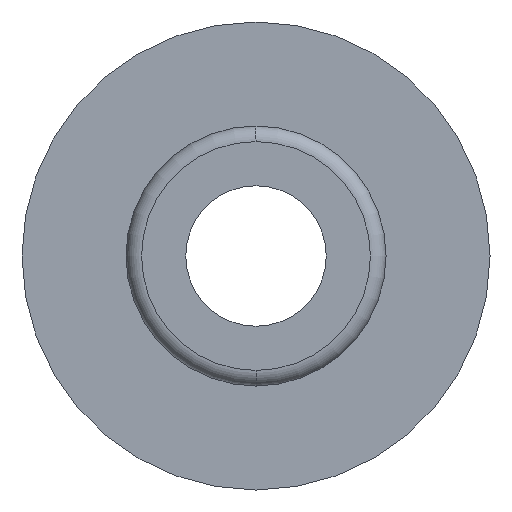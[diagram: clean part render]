
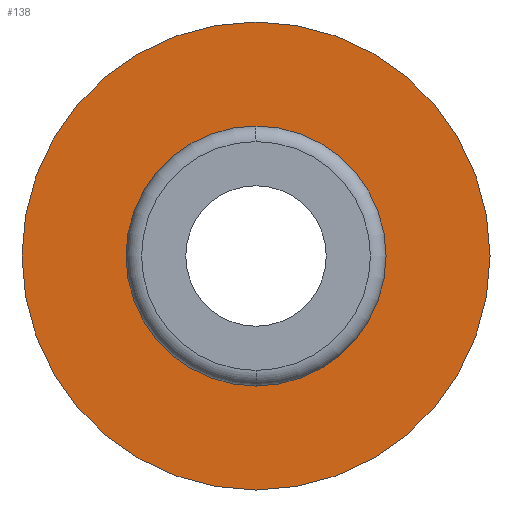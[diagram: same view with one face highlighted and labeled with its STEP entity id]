
A CAD part, front view. The second image highlights one B-rep face of the part: STEP entity #138.
In plain terms, the highlighted planar face has unit normal (0, -1, 0).
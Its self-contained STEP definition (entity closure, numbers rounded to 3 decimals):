
#138=ADVANCED_FACE('',(#277,#278),#279,.T.);
#277=FACE_OUTER_BOUND('',#414,.T.);
#278=FACE_BOUND('',#415,.T.);
#279=PLANE('',#416);
#414=EDGE_LOOP('',(#735,#736));
#415=EDGE_LOOP('',(#737,#738));
#416=AXIS2_PLACEMENT_3D('',#739,#740,#741);
#735=ORIENTED_EDGE('',*,*,#894,.T.);
#736=ORIENTED_EDGE('',*,*,#863,.T.);
#737=ORIENTED_EDGE('',*,*,#812,.F.);
#738=ORIENTED_EDGE('',*,*,#789,.F.);
#739=CARTESIAN_POINT('',(-2.25,10.0,0.0));
#740=DIRECTION('',(0.,-1.0,0.0));
#741=DIRECTION('',(-1.0,0.,0.0));
#789=EDGE_CURVE('',#925,#927,#928,.T.);
#812=EDGE_CURVE('',#927,#925,#964,.T.);
#863=EDGE_CURVE('',#1042,#1040,#1043,.T.);
#894=EDGE_CURVE('',#1040,#1042,#1074,.T.);
#925=VERTEX_POINT('',#1111);
#927=VERTEX_POINT('',#1114);
#928=CIRCLE('',#1115,2.5);
#964=CIRCLE('',#1156,2.5);
#1040=VERTEX_POINT('',#1240);
#1042=VERTEX_POINT('',#1243);
#1043=CIRCLE('',#1244,4.5);
#1074=CIRCLE('',#1284,4.5);
#1111=CARTESIAN_POINT('',(2.5,10.0,0.));
#1114=CARTESIAN_POINT('',(-2.5,10.0,0.));
#1115=AXIS2_PLACEMENT_3D('',#1321,#1322,#1323);
#1156=AXIS2_PLACEMENT_3D('',#1365,#1366,#1367);
#1240=CARTESIAN_POINT('',(-4.5,10.0,0.0));
#1243=CARTESIAN_POINT('',(4.5,10.0,0.));
#1244=AXIS2_PLACEMENT_3D('',#1464,#1465,#1466);
#1284=AXIS2_PLACEMENT_3D('',#1503,#1504,#1505);
#1321=CARTESIAN_POINT('',(0.0,10.0,0.0));
#1322=DIRECTION('',(0.,-1.0,0.0));
#1323=DIRECTION('',(1.0,0.,0.0));
#1365=CARTESIAN_POINT('',(0.0,10.0,0.0));
#1366=DIRECTION('',(0.,-1.0,0.0));
#1367=DIRECTION('',(1.0,0.,0.0));
#1464=CARTESIAN_POINT('',(0.,10.0,0.0));
#1465=DIRECTION('',(0.,-1.0,0.0));
#1466=DIRECTION('',(-1.0,0.,0.0));
#1503=CARTESIAN_POINT('',(0.,10.0,0.0));
#1504=DIRECTION('',(0.,-1.0,0.0));
#1505=DIRECTION('',(-1.0,0.,0.0));
